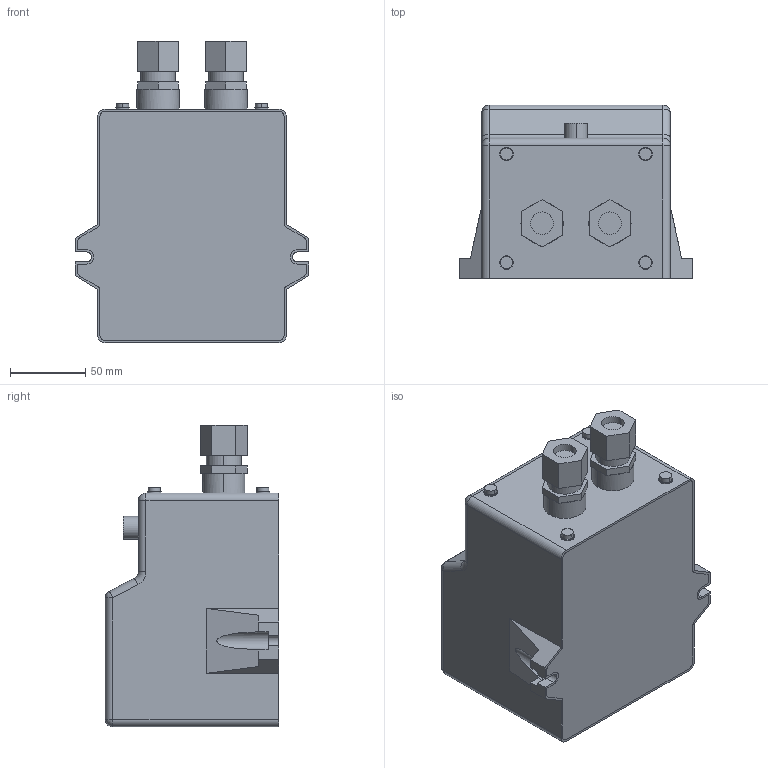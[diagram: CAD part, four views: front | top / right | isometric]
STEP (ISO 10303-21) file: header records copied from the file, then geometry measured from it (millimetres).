
FILE_DESCRIPTION (( 'STEP AP214' ), '1' );
FILE_NAME ('872527.STEP', '2024-08-14T13:24:21', ( '' ), ( '' ), 'SwSTEP 2.0', 'SolidWorks 2022', '' );
FILE_SCHEMA (( 'AUTOMOTIVE_DESIGN' ));
Length unit declared in the file: millimetre
Products named in the file (1): 872527
Bounding box: 155 x 115 x 200 mm (x, y, z)
Volume: 2128504.4 mm3; surface area: 110730.8 mm2
Topology: 1 solids, 1 shells, 169 faces, 426 edges, 274 vertices
Faces by surface type: plane 113, cylinder 48, sphere 6, torus 2
Entity records: 5058 total; most frequent: DIRECTION 892, CARTESIAN_POINT 870, ORIENTED_EDGE 840, EDGE_CURVE 420, AXIS2_PLACEMENT_3D 304, VECTOR 284, LINE 284, VERTEX_POINT 274
